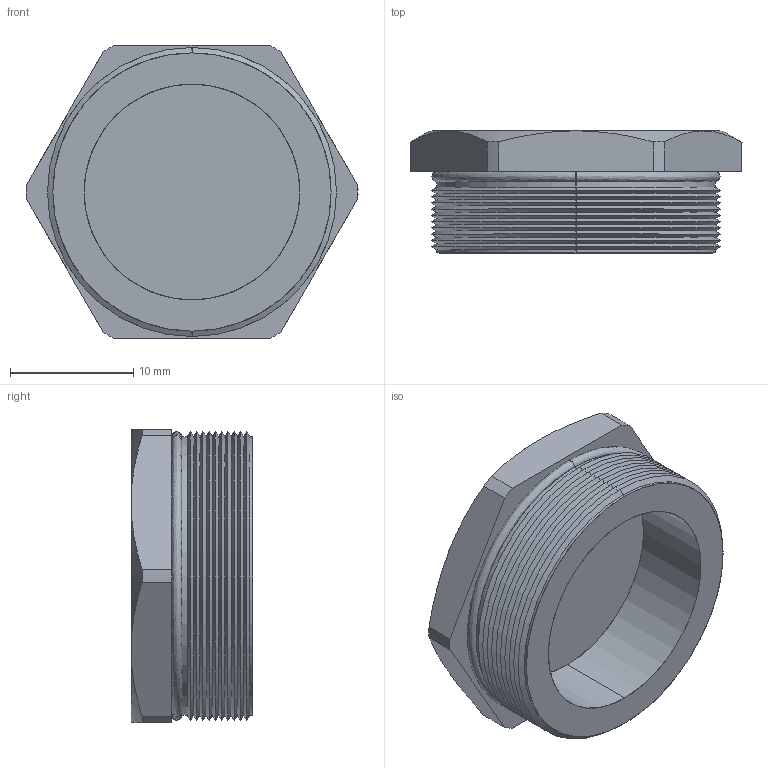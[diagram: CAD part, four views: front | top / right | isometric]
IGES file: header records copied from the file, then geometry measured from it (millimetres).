
Start section: SolidWorks IGES file using analytic representation for surfaces
Global section: file name: HP-16-SS-V.IGS; native system: SolidWorks 2007; preprocessor: SolidWorks 2007; author: BSI03; date: 070218.142008; units: inch
Bounding box: 26.98 x 9.91 x 23.88 mm (x, y, z)
Surface area: 2476.3 mm2 (no closed solid volume)
Topology: 0 solids, 0 shells, 70 faces, 530 edges, 530 vertices
Faces by surface type: revolution 58, bspline 12
